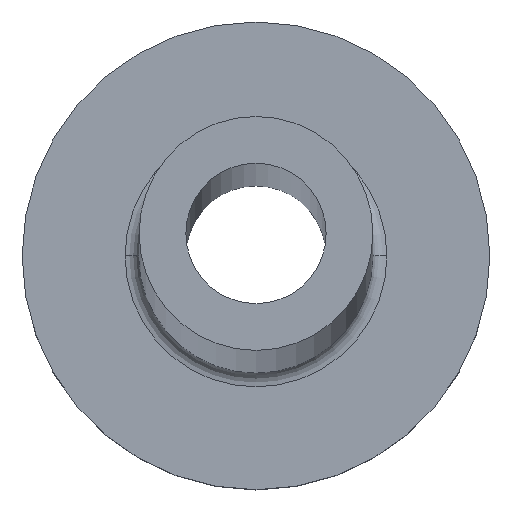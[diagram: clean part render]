
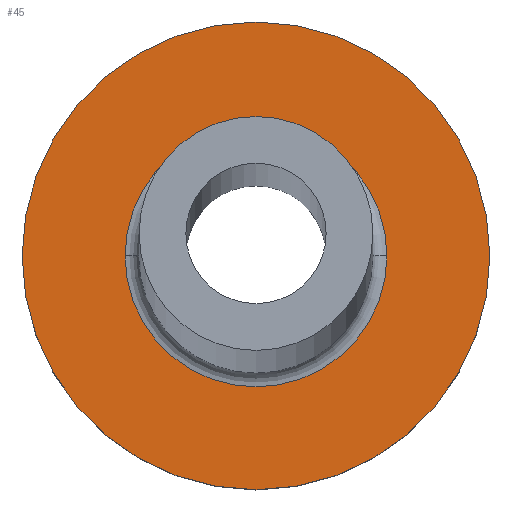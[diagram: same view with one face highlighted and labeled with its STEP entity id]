
A CAD part, top view. The second image highlights one B-rep face of the part: STEP entity #45.
In plain terms, the highlighted planar face has unit normal (0, 0, 1).
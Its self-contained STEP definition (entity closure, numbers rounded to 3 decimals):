
#12 = ORIENTED_EDGE ( 'NONE', *, *, #108, .T. ) ;
#45 = ADVANCED_FACE ( 'NONE', ( #376, #287 ), #230, .T. ) ;
#48 = EDGE_LOOP ( 'NONE', ( #271, #12 ) ) ;
#51 = CARTESIAN_POINT ( 'NONE',  ( 2.8, 0., 3. ) ) ;
#52 = CARTESIAN_POINT ( 'NONE',  ( 5., 0., 3. ) ) ;
#71 = CIRCLE ( 'NONE', #290, 5. ) ;
#81 = EDGE_CURVE ( 'NONE', #103, #156, #283, .T. ) ;
#89 = DIRECTION ( 'NONE',  ( 0., 0., 1. ) ) ;
#91 = AXIS2_PLACEMENT_3D ( 'NONE', #161, #226, #346 ) ;
#103 = VERTEX_POINT ( 'NONE', #52 ) ;
#108 = EDGE_CURVE ( 'NONE', #176, #155, #314, .T. ) ;
#110 = DIRECTION ( 'NONE',  ( 0., 0., 1. ) ) ;
#115 = CARTESIAN_POINT ( 'NONE',  ( -2.8, 0., 3. ) ) ;
#119 = DIRECTION ( 'NONE',  ( 1., 0., 0. ) ) ;
#127 = CIRCLE ( 'NONE', #272, 2.8 ) ;
#134 = ORIENTED_EDGE ( 'NONE', *, *, #354, .T. ) ;
#137 = DIRECTION ( 'NONE',  ( 1., 0., 0. ) ) ;
#153 = ORIENTED_EDGE ( 'NONE', *, *, #81, .T. ) ;
#155 = VERTEX_POINT ( 'NONE', #51 ) ;
#156 = VERTEX_POINT ( 'NONE', #284 ) ;
#161 = CARTESIAN_POINT ( 'NONE',  ( 0., 0., 3. ) ) ;
#166 = DIRECTION ( 'NONE',  ( 1., 0., 0. ) ) ;
#176 = VERTEX_POINT ( 'NONE', #115 ) ;
#226 = DIRECTION ( 'NONE',  ( 0., 0., 1. ) ) ;
#227 = CARTESIAN_POINT ( 'NONE',  ( 0., 0., 3. ) ) ;
#230 = PLANE ( 'NONE',  #233 ) ;
#233 = AXIS2_PLACEMENT_3D ( 'NONE', #227, #110, #137 ) ;
#255 = DIRECTION ( 'NONE',  ( 0., 0., -1. ) ) ;
#261 = CARTESIAN_POINT ( 'NONE',  ( 0., 0., 3. ) ) ;
#265 = CARTESIAN_POINT ( 'NONE',  ( 0., 0., 3. ) ) ;
#270 = DIRECTION ( 'NONE',  ( 0., 0., -1. ) ) ;
#271 = ORIENTED_EDGE ( 'NONE', *, *, #380, .T. ) ;
#272 = AXIS2_PLACEMENT_3D ( 'NONE', #361, #270, #337 ) ;
#276 = EDGE_LOOP ( 'NONE', ( #134, #153 ) ) ;
#283 = CIRCLE ( 'NONE', #91, 5. ) ;
#284 = CARTESIAN_POINT ( 'NONE',  ( -5., 0., 3. ) ) ;
#287 = FACE_OUTER_BOUND ( 'NONE', #276, .T. ) ;
#290 = AXIS2_PLACEMENT_3D ( 'NONE', #265, #89, #119 ) ;
#306 = AXIS2_PLACEMENT_3D ( 'NONE', #261, #255, #166 ) ;
#314 = CIRCLE ( 'NONE', #306, 2.8 ) ;
#337 = DIRECTION ( 'NONE',  ( 1., 0., 0. ) ) ;
#346 = DIRECTION ( 'NONE',  ( 1., 0., 0. ) ) ;
#354 = EDGE_CURVE ( 'NONE', #156, #103, #71, .T. ) ;
#361 = CARTESIAN_POINT ( 'NONE',  ( 0., 0., 3. ) ) ;
#376 = FACE_BOUND ( 'NONE', #48, .T. ) ;
#380 = EDGE_CURVE ( 'NONE', #155, #176, #127, .T. ) ;
